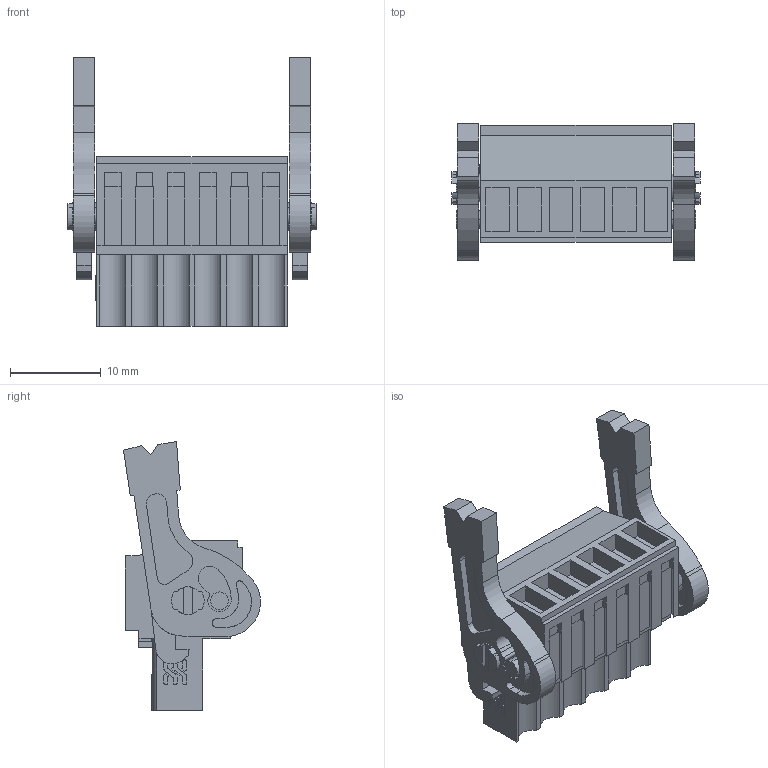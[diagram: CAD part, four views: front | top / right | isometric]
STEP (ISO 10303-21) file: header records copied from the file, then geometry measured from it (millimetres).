
FILE_DESCRIPTION(('CATIA V5 STEP Exchange','CAx-IF Rec.Pracs.--- Model Styling and Organization---1.2---2011-12-15'),'2;1');
FILE_NAME ('D1452680_0_1531030000_1531030000.stp','2017-04-25T12:44:02+00:00',('none'),('Weidmueller'),'CATIA Version 5-6 Release 2014','CATIA V5 STEP AP214','none');
FILE_SCHEMA(('AUTOMOTIVE_DESIGN { 1 0 10303 214 1 1 1 1 }'));
Length unit declared in the file: millimetre
Products named in the file (1): 1531030000
Bounding box: 27.4 x 15.12 x 29.66 mm (x, y, z)
Volume: 3760.1 mm3; surface area: 3876.6 mm2
Topology: 9 solids, 9 shells, 589 faces, 1625 edges, 1096 vertices
Faces by surface type: plane 453, cylinder 76, extrusion 60
Entity records: 18354 total; most frequent: CARTESIAN_POINT 4286, ORIENTED_EDGE 3250, DIRECTION 2209, EDGE_CURVE 1625, VECTOR 1291, LINE 1231, VERTEX_POINT 1096, EDGE_LOOP 639
